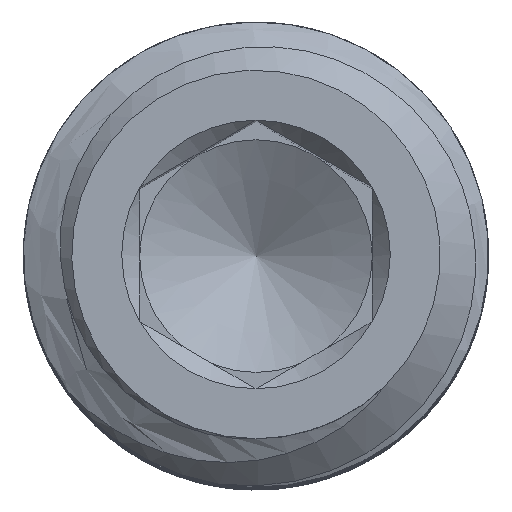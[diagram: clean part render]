
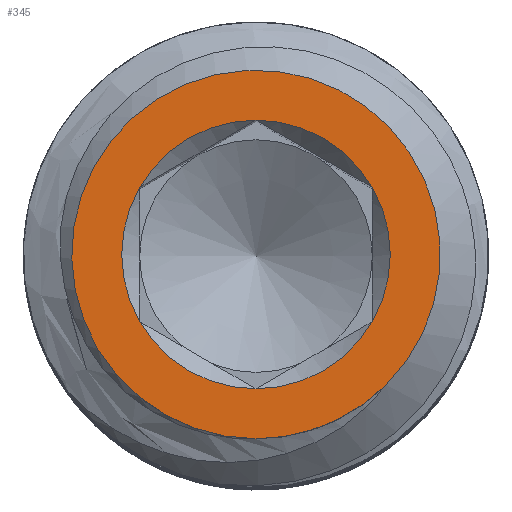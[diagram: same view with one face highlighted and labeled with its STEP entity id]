
A CAD part, top view. The second image highlights one B-rep face of the part: STEP entity #345.
In plain terms, the highlighted planar face has unit normal (0, 0, 1).
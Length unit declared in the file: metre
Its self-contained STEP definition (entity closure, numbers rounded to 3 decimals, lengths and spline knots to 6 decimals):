
#76=ORIENTED_EDGE('',*,*,#176,.F.);
#77=ORIENTED_EDGE('',*,*,#177,.F.);
#78=ORIENTED_EDGE('',*,*,#178,.F.);
#79=ORIENTED_EDGE('',*,*,#179,.F.);
#80=ORIENTED_EDGE('',*,*,#180,.F.);
#81=ORIENTED_EDGE('',*,*,#181,.F.);
#82=ORIENTED_EDGE('',*,*,#182,.T.);
#83=ORIENTED_EDGE('',*,*,#183,.T.);
#176=EDGE_CURVE('',#226,#227,#254,.T.);
#177=EDGE_CURVE('',#228,#226,#255,.T.);
#178=EDGE_CURVE('',#229,#228,#256,.T.);
#179=EDGE_CURVE('',#230,#229,#257,.T.);
#180=EDGE_CURVE('',#231,#230,#258,.T.);
#181=EDGE_CURVE('',#227,#231,#259,.T.);
#182=EDGE_CURVE('',#232,#233,#260,.T.);
#183=EDGE_CURVE('',#233,#232,#261,.T.);
#226=VERTEX_POINT('',#537);
#227=VERTEX_POINT('',#538);
#228=VERTEX_POINT('',#540);
#229=VERTEX_POINT('',#542);
#230=VERTEX_POINT('',#544);
#231=VERTEX_POINT('',#546);
#232=VERTEX_POINT('',#549);
#233=VERTEX_POINT('',#550);
#254=CIRCLE('',#386,0.001443);
#255=CIRCLE('',#387,0.001443);
#256=CIRCLE('',#388,0.001443);
#257=CIRCLE('',#389,0.001443);
#258=CIRCLE('',#390,0.001443);
#259=CIRCLE('',#391,0.001443);
#260=CIRCLE('',#392,0.00198);
#261=CIRCLE('',#393,0.00198);
#272=EDGE_LOOP('',(#76,#77,#78,#79,#80,#81));
#273=EDGE_LOOP('',(#82,#83));
#301=FACE_BOUND('',#272,.T.);
#302=FACE_BOUND('',#273,.T.);
#331=PLANE('',#385);
#345=ADVANCED_FACE('',(#301,#302),#331,.F.);
#385=AXIS2_PLACEMENT_3D('',#535,#430,#431);
#386=AXIS2_PLACEMENT_3D('',#536,#432,#433);
#387=AXIS2_PLACEMENT_3D('',#539,#434,#435);
#388=AXIS2_PLACEMENT_3D('',#541,#436,#437);
#389=AXIS2_PLACEMENT_3D('',#543,#438,#439);
#390=AXIS2_PLACEMENT_3D('',#545,#440,#441);
#391=AXIS2_PLACEMENT_3D('',#547,#442,#443);
#392=AXIS2_PLACEMENT_3D('',#548,#444,#445);
#393=AXIS2_PLACEMENT_3D('',#551,#446,#447);
#430=DIRECTION('',(0.,0.,-1.));
#431=DIRECTION('',(0.,1.,0.));
#432=DIRECTION('',(0.,0.,1.));
#433=DIRECTION('',(1.,0.,0.));
#434=DIRECTION('',(0.,0.,1.));
#435=DIRECTION('',(1.,0.,0.));
#436=DIRECTION('',(0.,0.,1.));
#437=DIRECTION('',(1.,0.,0.));
#438=DIRECTION('',(0.,0.,1.));
#439=DIRECTION('',(1.,0.,0.));
#440=DIRECTION('',(0.,0.,1.));
#441=DIRECTION('',(1.,0.,0.));
#442=DIRECTION('',(0.,0.,1.));
#443=DIRECTION('',(1.,0.,0.));
#444=DIRECTION('',(0.,0.,1.));
#445=DIRECTION('',(0.,-1.,0.));
#446=DIRECTION('',(0.,0.,1.));
#447=DIRECTION('',(0.,-1.,0.));
#535=CARTESIAN_POINT('',(0.,0.,0.01));
#536=CARTESIAN_POINT('',(0.,0.,0.01));
#537=CARTESIAN_POINT('',(0.,0.001443,0.01));
#538=CARTESIAN_POINT('',(-0.00125,0.000722,0.01));
#539=CARTESIAN_POINT('',(0.,0.,0.01));
#540=CARTESIAN_POINT('',(0.00125,0.000722,0.01));
#541=CARTESIAN_POINT('',(0.,0.,0.01));
#542=CARTESIAN_POINT('',(0.00125,-0.000722,0.01));
#543=CARTESIAN_POINT('',(0.,0.,0.01));
#544=CARTESIAN_POINT('',(0.,-0.001443,0.01));
#545=CARTESIAN_POINT('',(0.,0.,0.01));
#546=CARTESIAN_POINT('',(-0.00125,-0.000722,0.01));
#547=CARTESIAN_POINT('',(0.,0.,0.01));
#548=CARTESIAN_POINT('',(0.,0.,0.01));
#549=CARTESIAN_POINT('',(0.,-0.00198,0.01));
#550=CARTESIAN_POINT('',(0.0014,-0.0014,0.01));
#551=CARTESIAN_POINT('',(0.,0.,0.01));
